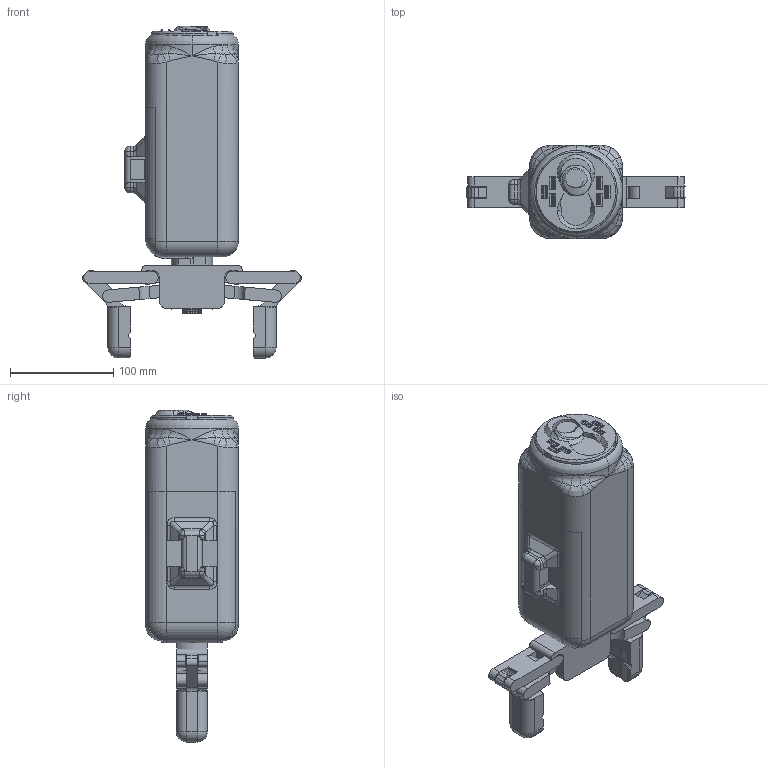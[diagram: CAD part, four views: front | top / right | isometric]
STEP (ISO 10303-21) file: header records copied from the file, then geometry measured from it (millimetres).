
FILE_DESCRIPTION (( 'STEP AP214' ), '1' );
FILE_NAME ('grip-tool.STEP', '2021-10-31T22:03:25', ( '' ), ( '' ), 'SwSTEP 2.0', 'SolidWorks 2020', '' );
FILE_SCHEMA (( 'AUTOMOTIVE_DESIGN' ));
Length unit declared in the file: millimetre
Products named in the file (32): _connecting_module.STEP; îñü; Ïîäøèïíèê 30-55-13; motor_gear3508.STEP; drive-gm6208; 鏜樄儋; connector_m_3508.STEP; Ïëå÷î-øåñòåðíÿ; connector_f_3508.STEP; bearing; ﾏ琿褻; Äåðæàòåëü; case_3508.STEP; Äåðæàòåëü ïðèâîäà; board_semple_3508.STEP; motor_3506.STEP; excentric; threaded-coupling; Ïëå÷î-äåðæàòåëü; ball; 櫇謥羻僾鴀; Êðûøêà; harmonic-reductor-1-20; stator_3506.STEP; screw_3508.STEP; out-gear; separator; motor_holder3508.STEP; bearing_61806.STEP; grip-tool; 扻豵鵨 - 闃膼瘔; rotor_3508.STEP
Assembly tree (60 placements, depth 4):
  grip-tool
    Äåðæàòåëü
    Ïëå÷î-øåñòåðíÿ  x2
    îñü
    Ïëå÷î-äåðæàòåëü  x2
    ﾏ琿褻  x2
    Ïîäøèïíèê 30-55-13
    harmonic-reductor-1-20
      out-gear
      excentric
      separator
      ball  x20
      bearing
    drive-gm6208  x2
    _connecting_module.STEP
      motor_3506.STEP
        stator_3506.STEP
        rotor_3508.STEP
      case_3508.STEP
      screw_3508.STEP
      bearing_61806.STEP
      motor_gear3508.STEP
      motor_holder3508.STEP
      connector_m_3508.STEP  x3
      board_semple_3508.STEP  x2
      connector_f_3508.STEP  x3
    threaded-coupling
    鏜樄儋
    Äåðæàòåëü ïðèâîäà  x2
    扻豵鵨 - 闃膼瘔
    櫇謥羻僾鴀
    Êðûøêà
Bounding box: 211.6 x 90 x 321.56 mm (x, y, z)
Volume: 1348801.7 mm3; surface area: 461593.9 mm2
Topology: 60 solids, 60 shells, 3609 faces, 9685 edges, 6169 vertices
Faces by surface type: plane 1547, cylinder 1272, torus 533, sphere 110, cone 78, bspline 69
Entity records: 114316 total; most frequent: CARTESIAN_POINT 39110, DIRECTION 14964, ORIENTED_EDGE 14730, EDGE_CURVE 7365, AXIS2_PLACEMENT_3D 5558, VERTEX_POINT 4722, LINE 3848, VECTOR 3848
